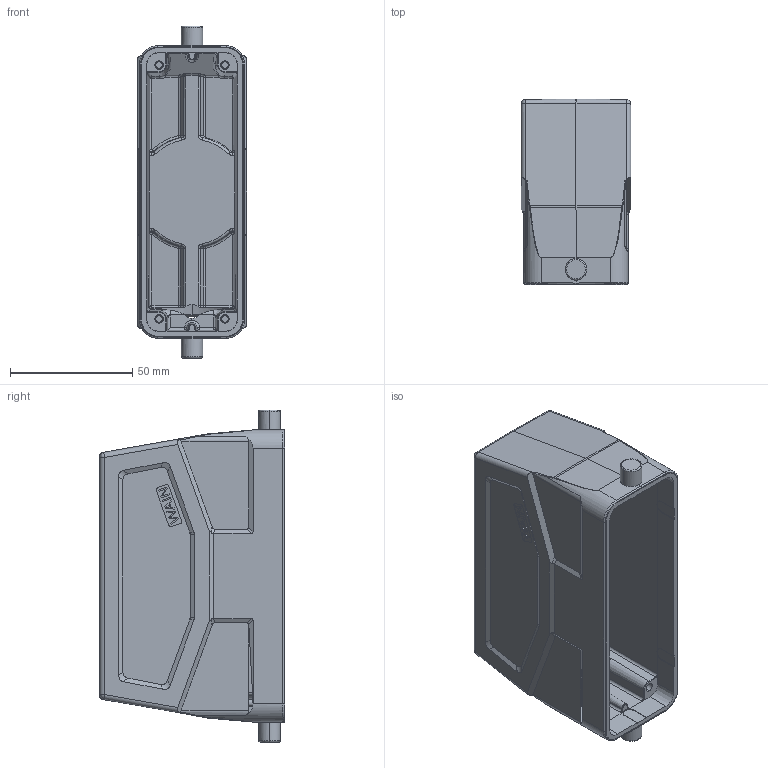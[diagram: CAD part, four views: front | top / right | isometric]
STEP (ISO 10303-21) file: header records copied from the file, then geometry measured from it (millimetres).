
FILE_DESCRIPTION((''),'2;1');
FILE_NAME('3D_1111245105002_W24B-SEH-2B-M4','2023-12-06T',('p.yu'),(''),'PRO/ENGINEER BY PARAMETRIC TECHNOLOGY CORPORATION, 2012480','PRO/ENGINEER BY PARAMETRIC TECHNOLOGY CORPORATION, 2012480','');
FILE_SCHEMA(('CONFIG_CONTROL_DESIGN'));
Length unit declared in the file: millimetre
Products named in the file (1): 3D_1111245105002_W24B-SEH-2B-M4
Bounding box: 45 x 76 x 136 mm (x, y, z)
Volume: 95252.3 mm3; surface area: 52184.4 mm2
Topology: 1 solids, 1 shells, 535 faces, 1395 edges, 862 vertices
Faces by surface type: plane 227, cylinder 161, bspline 60, torus 28, sphere 23, extrusion 20, cone 16
Entity records: 20087 total; most frequent: CARTESIAN_POINT 7808, ORIENTED_EDGE 2744, DIRECTION 2236, EDGE_CURVE 1372, VERTEX_POINT 862, VECTOR 746, AXIS2_PLACEMENT_3D 745, LINE 726
